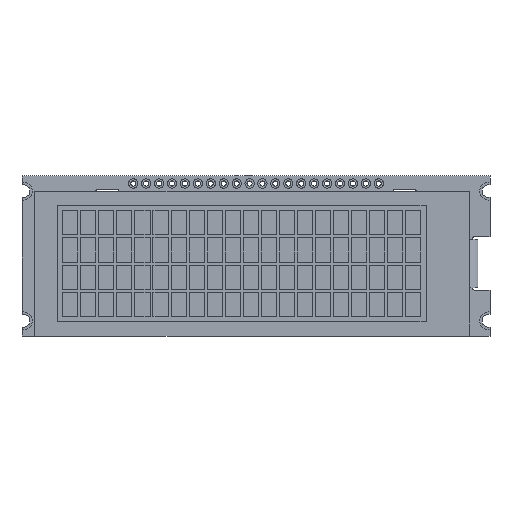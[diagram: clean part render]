
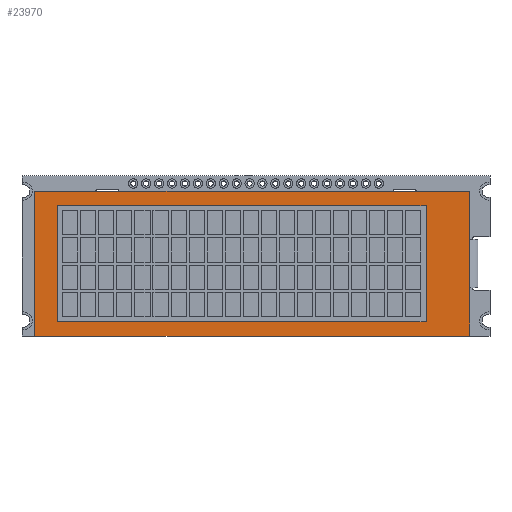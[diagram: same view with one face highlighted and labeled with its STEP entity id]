
A CAD part, top view. The second image highlights one B-rep face of the part: STEP entity #23970.
In plain terms, the highlighted planar face has unit normal (0, 0, 1).
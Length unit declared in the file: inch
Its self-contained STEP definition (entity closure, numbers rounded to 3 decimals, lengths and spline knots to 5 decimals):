
#921 = DIRECTION ( 'NONE',  ( 1., 0., 0. ) ) ;
#1705 = CARTESIAN_POINT ( 'NONE',  ( 0., -0.50827, 0.1378 ) ) ;
#2204 = VERTEX_POINT ( 'NONE', #6934 ) ;
#2846 = DIRECTION ( 'NONE',  ( -1., 0., 0. ) ) ;
#2953 = CARTESIAN_POINT ( 'NONE',  ( 1.31575, 0., 0.1378 ) ) ;
#3104 = VECTOR ( 'NONE', #15570, 39.37008 ) ;
#3582 = VECTOR ( 'NONE', #2846, 39.37008 ) ;
#3610 = DIRECTION ( 'NONE',  ( 1., 0., 0. ) ) ;
#3727 = CARTESIAN_POINT ( 'NONE',  ( 0., 0.39016, 0.1378 ) ) ;
#4385 = ORIENTED_EDGE ( 'NONE', *, *, #35146, .T. ) ;
#4386 = LINE ( 'NONE', #3727, #18996 ) ;
#4819 = VECTOR ( 'NONE', #34555, 39.37008 ) ;
#5711 = DIRECTION ( 'NONE',  ( 0., -1., 0. ) ) ;
#5984 = VERTEX_POINT ( 'NONE', #34448 ) ;
#6162 = VERTEX_POINT ( 'NONE', #8553 ) ;
#6907 = EDGE_CURVE ( 'NONE', #6162, #20382, #12965, .T. ) ;
#6934 = CARTESIAN_POINT ( 'NONE',  ( -1.53543, -0.50827, 0.1378 ) ) ;
#8438 = CARTESIAN_POINT ( 'NONE',  ( 1.65354, 0.50197, 0.1378 ) ) ;
#8553 = CARTESIAN_POINT ( 'NONE',  ( -1.7126, 0.50197, 0.1378 ) ) ;
#8561 = VERTEX_POINT ( 'NONE', #32384 ) ;
#8679 = ORIENTED_EDGE ( 'NONE', *, *, #22001, .T. ) ;
#9753 = EDGE_CURVE ( 'NONE', #8561, #2204, #24496, .T. ) ;
#10411 = ORIENTED_EDGE ( 'NONE', *, *, #30086, .T. ) ;
#10946 = LINE ( 'NONE', #8438, #3582 ) ;
#11018 = CARTESIAN_POINT ( 'NONE',  ( 1.65354, -0.62008, 0.1378 ) ) ;
#11402 = LINE ( 'NONE', #23702, #18672 ) ;
#11745 = ORIENTED_EDGE ( 'NONE', *, *, #9753, .T. ) ;
#12965 = LINE ( 'NONE', #22353, #3104 ) ;
#13206 = EDGE_LOOP ( 'NONE', ( #35072, #11745, #4385, #13915 ) ) ;
#13764 = FACE_BOUND ( 'NONE', #13206, .T. ) ;
#13775 = AXIS2_PLACEMENT_3D ( 'NONE', #33812, #17433, #921 ) ;
#13915 = ORIENTED_EDGE ( 'NONE', *, *, #15324, .T. ) ;
#13953 = CARTESIAN_POINT ( 'NONE',  ( 1.65354, -0.62008, 0.1378 ) ) ;
#15324 = EDGE_CURVE ( 'NONE', #21985, #5984, #4386, .T. ) ;
#15408 = CARTESIAN_POINT ( 'NONE',  ( -1.53543, 0., 0.1378 ) ) ;
#15552 = VECTOR ( 'NONE', #32907, 39.37008 ) ;
#15570 = DIRECTION ( 'NONE',  ( 0., -1., 0. ) ) ;
#17172 = CARTESIAN_POINT ( 'NONE',  ( -1.7126, -0.62008, 0.1378 ) ) ;
#17309 = PLANE ( 'NONE',  #13775 ) ;
#17433 = DIRECTION ( 'NONE',  ( 0., 0., 1. ) ) ;
#18047 = VERTEX_POINT ( 'NONE', #13953 ) ;
#18229 = DIRECTION ( 'NONE',  ( -1., 0., 0. ) ) ;
#18427 = EDGE_LOOP ( 'NONE', ( #29603, #8679, #33449, #10411 ) ) ;
#18672 = VECTOR ( 'NONE', #26458, 39.37008 ) ;
#18996 = VECTOR ( 'NONE', #3610, 39.37008 ) ;
#19262 = CARTESIAN_POINT ( 'NONE',  ( -1.53543, 0.39016, 0.1378 ) ) ;
#19742 = EDGE_CURVE ( 'NONE', #5984, #8561, #34402, .T. ) ;
#20382 = VERTEX_POINT ( 'NONE', #17172 ) ;
#20686 = VECTOR ( 'NONE', #5711, 39.37008 ) ;
#21981 = LINE ( 'NONE', #11018, #15552 ) ;
#21985 = VERTEX_POINT ( 'NONE', #19262 ) ;
#22001 = EDGE_CURVE ( 'NONE', #33735, #6162, #10946, .T. ) ;
#22353 = CARTESIAN_POINT ( 'NONE',  ( -1.7126, 0.50197, 0.1378 ) ) ;
#22582 = EDGE_CURVE ( 'NONE', #18047, #33735, #21981, .T. ) ;
#23702 = CARTESIAN_POINT ( 'NONE',  ( -1.7126, -0.62008, 0.1378 ) ) ;
#23970 = ADVANCED_FACE ( 'NONE', ( #34765, #13764 ), #17309, .T. ) ;
#24496 = LINE ( 'NONE', #1705, #31752 ) ;
#26458 = DIRECTION ( 'NONE',  ( 1., 0., 0. ) ) ;
#29603 = ORIENTED_EDGE ( 'NONE', *, *, #22582, .T. ) ;
#29703 = LINE ( 'NONE', #15408, #4819 ) ;
#30086 = EDGE_CURVE ( 'NONE', #20382, #18047, #11402, .T. ) ;
#30276 = CARTESIAN_POINT ( 'NONE',  ( 1.65354, 0.50197, 0.1378 ) ) ;
#31752 = VECTOR ( 'NONE', #18229, 39.37008 ) ;
#32384 = CARTESIAN_POINT ( 'NONE',  ( 1.31575, -0.50827, 0.1378 ) ) ;
#32907 = DIRECTION ( 'NONE',  ( 0., 1., 0. ) ) ;
#33449 = ORIENTED_EDGE ( 'NONE', *, *, #6907, .T. ) ;
#33735 = VERTEX_POINT ( 'NONE', #30276 ) ;
#33812 = CARTESIAN_POINT ( 'NONE',  ( 0., 0., 0.1378 ) ) ;
#34402 = LINE ( 'NONE', #2953, #20686 ) ;
#34448 = CARTESIAN_POINT ( 'NONE',  ( 1.31575, 0.39016, 0.1378 ) ) ;
#34555 = DIRECTION ( 'NONE',  ( 0., 1., 0. ) ) ;
#34765 = FACE_OUTER_BOUND ( 'NONE', #18427, .T. ) ;
#35072 = ORIENTED_EDGE ( 'NONE', *, *, #19742, .T. ) ;
#35146 = EDGE_CURVE ( 'NONE', #2204, #21985, #29703, .T. ) ;
